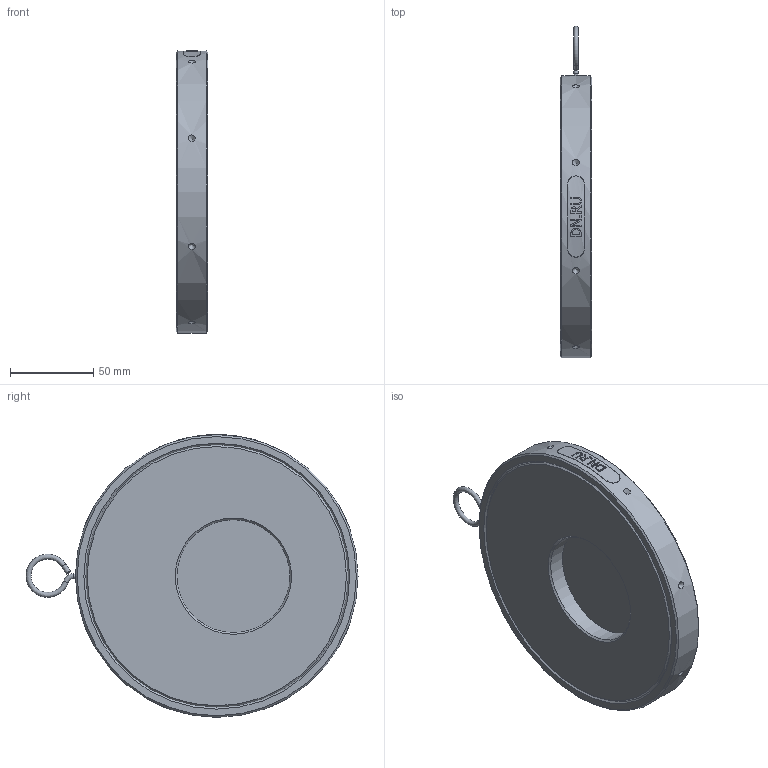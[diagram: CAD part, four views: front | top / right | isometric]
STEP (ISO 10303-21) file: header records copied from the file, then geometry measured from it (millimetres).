
FILE_DESCRIPTION(/* description */ (''),/* implementation_level */ '2;1');
FILE_NAME(/* name */ 'DN100_3D_STEP.stp',/* time_stamp */ '2024-10-27T20:15:04+03:00',/* author */ ('igorr'),/* organization */ (''),/* preprocessor_version */ 'ST-DEVELOPER v20',/* originating_system */ 'Autodesk Inventor 2025',/* authorisation */ '');
FILE_SCHEMA (('AUTOMOTIVE_DESIGN { 1 0 10303 214 3 1 1 }'));
Length unit declared in the file: millimetre
Products named in the file (1): Деталь
Bounding box: 19 x 199.81 x 170.2 mm (x, y, z)
Volume: 370524 mm3; surface area: 64613 mm2
Topology: 1 solids, 1 shells, 193 faces, 489 edges, 316 vertices
Faces by surface type: plane 94, cylinder 41, bspline 25, torus 16, cone 16, sphere 1
Full cylindrical faces by diameter (mm): 0.1 x1, 3 x2, 6 x2, 20 x1, 68 x1, 170 x1
Entity records: 7042 total; most frequent: CARTESIAN_POINT 2258, ORIENTED_EDGE 958, DIRECTION 887, EDGE_CURVE 479, VERTEX_POINT 316, AXIS2_PLACEMENT_3D 315, LINE 257, VECTOR 257
